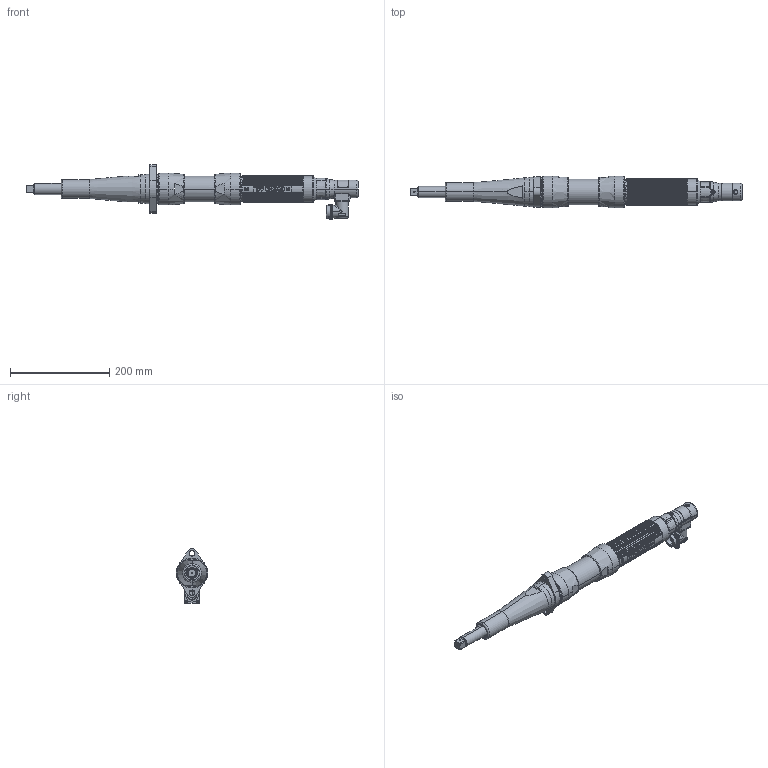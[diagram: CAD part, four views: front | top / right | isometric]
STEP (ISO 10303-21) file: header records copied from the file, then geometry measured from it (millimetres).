
FILE_DESCRIPTION((''),'2;1');
FILE_NAME('EB45MB2F2-140','2018-02-23T',('CEG0317'),(''),'PRO/ENGINEER BY PARAMETRIC TECHNOLOGY CORPORATION, 2010430','PRO/ENGINEER BY PARAMETRIC TECHNOLOGY CORPORATION, 2010430','');
FILE_SCHEMA(('CONFIG_CONTROL_DESIGN'));
Length unit declared in the file: inch
Products named in the file (1): EB45MB2F2-140
Bounding box: 667.92 x 63.44 x 110.43 mm (x, y, z)
Surface area: 175547.1 mm2 (no closed solid volume)
Topology: 0 solids, 105 shells, 474 faces, 2835 edges, 2419 vertices
Faces by surface type: cylinder 219, plane 125, torus 45, bspline 42, cone 41, extrusion 2
Entity records: 37582 total; most frequent: CARTESIAN_POINT 17349, DIRECTION 3832, ORIENTED_EDGE 3470, EDGE_CURVE 2835, VERTEX_POINT 2419, VECTOR 1426, LINE 1424, AXIS2_PLACEMENT_3D 1203
